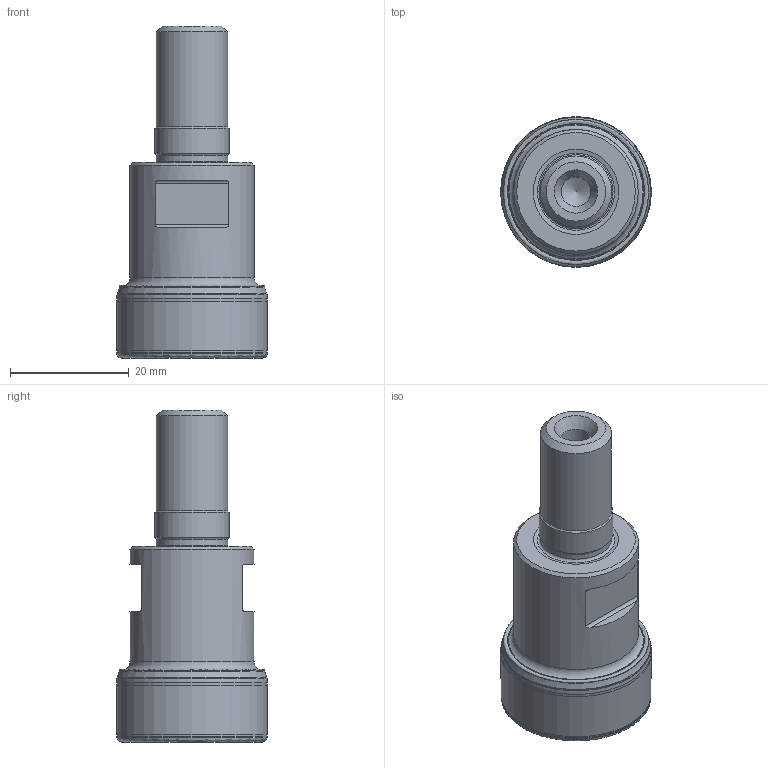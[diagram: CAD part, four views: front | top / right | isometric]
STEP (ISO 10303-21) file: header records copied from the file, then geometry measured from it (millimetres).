
FILE_DESCRIPTION(/* description */ (''),/* implementation_level */ '2;1');
FILE_NAME(/* name */ '100A2R130M12_ISTN16_C_203130074ndi000_00_SIM.stp',/* time_stamp */ '2021-03-31T09:02:15+02:00',/* author */ (''),/* organization */ (''),/* preprocessor_version */ 'ST-DEVELOPER v16.7',/* originating_system */ 'SIEMENS PLM Software NX 12.0',/* authorisation */ '');
FILE_SCHEMA (('AUTOMOTIVE_DESIGN { 1 0 10303 214 3 1 1 1 }'));
Length unit declared in the file: millimetre
Products named in the file (1): lf19406CD4A2tn49
Bounding box: 25.43 x 25.43 x 55.99 mm (x, y, z)
Volume: 18560.9 mm3; surface area: 6423 mm2
Topology: 2 solids, 2 shells, 78 faces, 160 edges, 86 vertices
Faces by surface type: revolution 41, cone 12, cylinder 10, plane 8, torus 7
Full cylindrical faces by diameter (mm): 5 x1, 12 x2, 12.5 x1, 21 x1, 24 x1
Entity records: 2171 total; most frequent: CARTESIAN_POINT 757, DIRECTION 267, ORIENTED_EDGE 182, EDGE_LOOP 146, FACE_BOUND 138, AXIS2_PLACEMENT_3D 107, EDGE_CURVE 91, VERTEX_POINT 85
